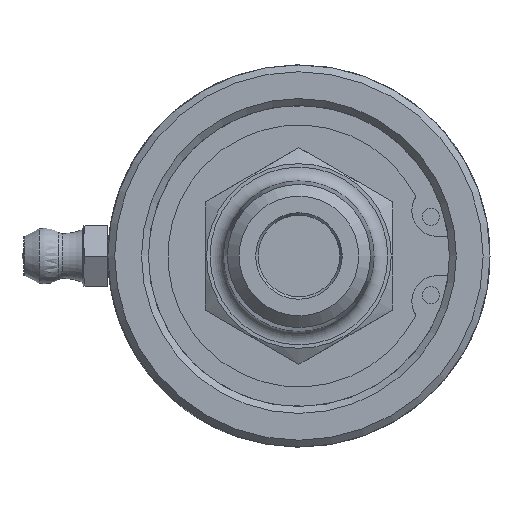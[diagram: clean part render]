
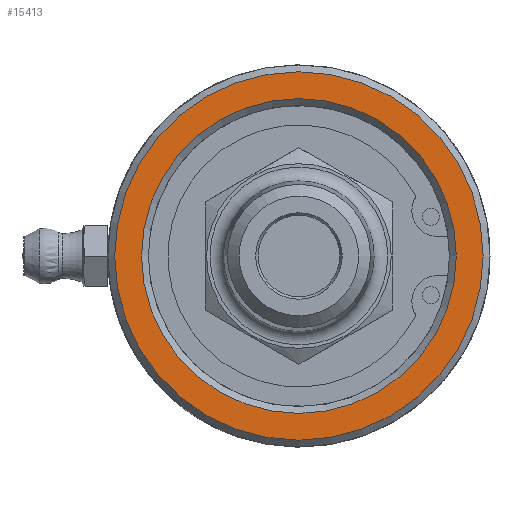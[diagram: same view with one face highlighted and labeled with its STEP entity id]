
A CAD part, left-side view. The second image highlights one B-rep face of the part: STEP entity #15413.
In plain terms, the highlighted planar face has unit normal (-1, 0, 0).
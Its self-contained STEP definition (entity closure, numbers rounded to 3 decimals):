
#399=PLANE('',#16493);
#873=FACE_BOUND('',#2671,.T.);
#1720=FACE_OUTER_BOUND('',#2670,.T.);
#2670=EDGE_LOOP('',(#14147));
#2671=EDGE_LOOP('',(#14148));
#5937=CIRCLE('',#16492,21.45);
#5938=CIRCLE('',#16494,18.325);
#7430=VERTEX_POINT('',#68777);
#7431=VERTEX_POINT('',#68781);
#9685=EDGE_CURVE('',#7430,#7430,#5937,.T.);
#9686=EDGE_CURVE('',#7431,#7431,#5938,.T.);
#14147=ORIENTED_EDGE('',*,*,#9685,.F.);
#14148=ORIENTED_EDGE('',*,*,#9686,.F.);
#15413=ADVANCED_FACE('',(#1720,#873),#399,.T.);
#16492=AXIS2_PLACEMENT_3D('',#68779,#19587,#19588);
#16493=AXIS2_PLACEMENT_3D('',#68780,#19589,#19590);
#16494=AXIS2_PLACEMENT_3D('',#68782,#19591,#19592);
#19587=DIRECTION('center_axis',(1.,0.,0.));
#19588=DIRECTION('ref_axis',(0.,-1.,0.));
#19589=DIRECTION('center_axis',(-1.,0.,0.));
#19590=DIRECTION('ref_axis',(0.,0.,1.));
#19591=DIRECTION('center_axis',(-1.,0.,0.));
#19592=DIRECTION('ref_axis',(0.,-1.,0.));
#68777=CARTESIAN_POINT('',(0.,21.45,0.));
#68779=CARTESIAN_POINT('Origin',(0.,0.,0.));
#68780=CARTESIAN_POINT('Origin',(0.,19.888,0.));
#68781=CARTESIAN_POINT('',(0.,18.325,0.));
#68782=CARTESIAN_POINT('Origin',(0.,0.,0.));
